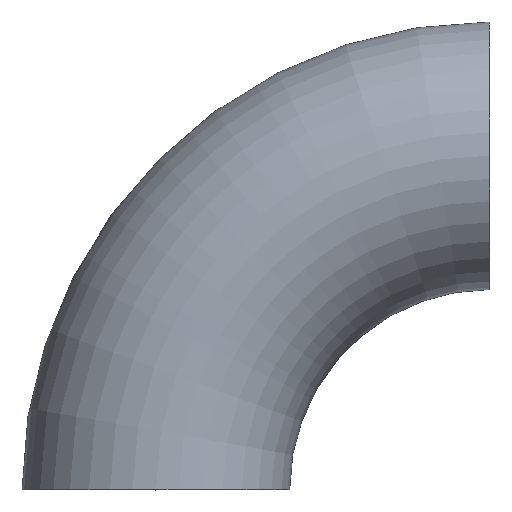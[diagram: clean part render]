
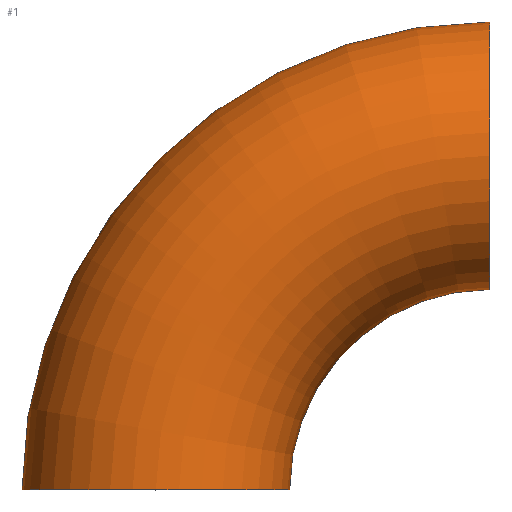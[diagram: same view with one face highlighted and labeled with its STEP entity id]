
A CAD part, top view. The second image highlights one B-rep face of the part: STEP entity #1.
In plain terms, the highlighted toroidal (fillet/blend) face has major radius 95 mm and minor radius 38.05 mm.
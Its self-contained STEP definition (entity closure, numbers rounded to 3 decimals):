
#1 = ADVANCED_FACE ( 'NONE', ( #18 ), #19, .T. ) ;
#2 = CARTESIAN_POINT ( 'NONE',  ( 95., 0., 0. ) ) ;
#3 = EDGE_CURVE ( 'NONE', #158, #112, #250, .T. ) ;
#4 = DIRECTION ( 'NONE',  ( 1., 0., 0. ) ) ;
#8 = ORIENTED_EDGE ( 'NONE', *, *, #249, .T. ) ;
#10 = DIRECTION ( 'NONE',  ( 0., 0., 1. ) ) ;
#13 = VERTEX_POINT ( 'NONE', #102 ) ;
#18 = FACE_OUTER_BOUND ( 'NONE', #74, .T. ) ;
#19 = TOROIDAL_SURFACE ( 'NONE', #37, 95., 38.05 ) ;
#21 = ORIENTED_EDGE ( 'NONE', *, *, #3, .F. ) ;
#33 = VERTEX_POINT ( 'NONE', #145 ) ;
#37 = AXIS2_PLACEMENT_3D ( 'NONE', #2, #147, #214 ) ;
#42 = CARTESIAN_POINT ( 'NONE',  ( 95., 56.95, 0. ) ) ;
#49 = AXIS2_PLACEMENT_3D ( 'NONE', #198, #183, #10 ) ;
#55 = AXIS2_PLACEMENT_3D ( 'NONE', #72, #206, #205 ) ;
#72 = CARTESIAN_POINT ( 'NONE',  ( 95., 0., 0. ) ) ;
#74 = EDGE_LOOP ( 'NONE', ( #87, #8, #80, #21 ) ) ;
#80 = ORIENTED_EDGE ( 'NONE', *, *, #111, .T. ) ;
#87 = ORIENTED_EDGE ( 'NONE', *, *, #181, .F. ) ;
#97 = CIRCLE ( 'NONE', #49, 38.05 ) ;
#102 = CARTESIAN_POINT ( 'NONE',  ( -38.05, 0., 0. ) ) ;
#104 = CARTESIAN_POINT ( 'NONE',  ( 95., 0., 0. ) ) ;
#111 = EDGE_CURVE ( 'NONE', #13, #112, #97, .T. ) ;
#112 = VERTEX_POINT ( 'NONE', #233 ) ;
#115 = DIRECTION ( 'NONE',  ( 0., 0., 1. ) ) ;
#142 = CIRCLE ( 'NONE', #159, 38.05 ) ;
#143 = CIRCLE ( 'NONE', #55, 133.05 ) ;
#145 = CARTESIAN_POINT ( 'NONE',  ( 95., 133.05, 0. ) ) ;
#147 = DIRECTION ( 'NONE',  ( 0., 0., 1. ) ) ;
#158 = VERTEX_POINT ( 'NONE', #42 ) ;
#159 = AXIS2_PLACEMENT_3D ( 'NONE', #182, #4, #115 ) ;
#181 = EDGE_CURVE ( 'NONE', #33, #158, #142, .T. ) ;
#182 = CARTESIAN_POINT ( 'NONE',  ( 95., 95., 0. ) ) ;
#183 = DIRECTION ( 'NONE',  ( 0., 1., 0. ) ) ;
#198 = CARTESIAN_POINT ( 'NONE',  ( 0., 0., 0. ) ) ;
#205 = DIRECTION ( 'NONE',  ( 1., 0., 0. ) ) ;
#206 = DIRECTION ( 'NONE',  ( 0., 0., 1. ) ) ;
#214 = DIRECTION ( 'NONE',  ( 1., 0., 0. ) ) ;
#221 = AXIS2_PLACEMENT_3D ( 'NONE', #104, #234, #253 ) ;
#233 = CARTESIAN_POINT ( 'NONE',  ( 38.05, 0., 0. ) ) ;
#234 = DIRECTION ( 'NONE',  ( 0., 0., 1. ) ) ;
#249 = EDGE_CURVE ( 'NONE', #33, #13, #143, .T. ) ;
#250 = CIRCLE ( 'NONE', #221, 56.95 ) ;
#253 = DIRECTION ( 'NONE',  ( 1., 0., 0. ) ) ;
